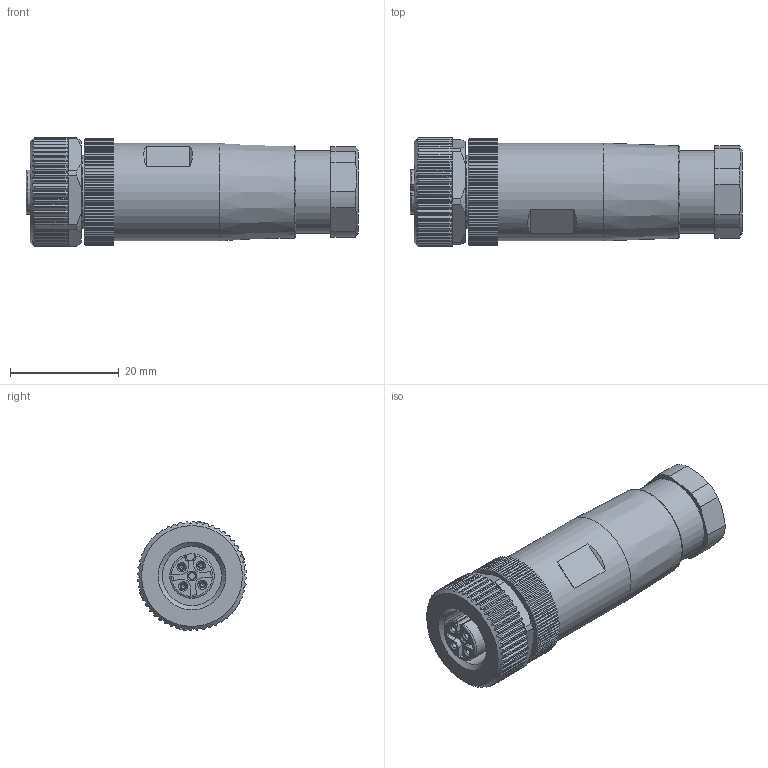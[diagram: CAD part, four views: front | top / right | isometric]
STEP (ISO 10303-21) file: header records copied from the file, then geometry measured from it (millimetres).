
FILE_DESCRIPTION(/* description */ (''),/* implementation_level */ '2;1');
FILE_NAME(/* name */ '99-0430-xxx-04-v16_bg.stp',/* time_stamp */ '2014-05-08T15:18:05+02:00',/* author */ (''),/* organization */ (''),/* preprocessor_version */ 'ST-DEVELOPER v14',/* originating_system */ 'SIEMENS PLM Software NX 8.0',/* authorisation */ '');
FILE_SCHEMA (('AP203_CONFIGURATION_CONTROLLED_3D_DESIGN_OF_MECHANICAL_PARTS_AND_ASSEMBLIES_MIM_LF { 1 0 10303 403 2 1 2}'));
Length unit declared in the file: millimetre
Products named in the file (1): cerl109C14548y0a
Bounding box: 61.2 x 20.19 x 20.19 mm (x, y, z)
Volume: 14718.9 mm3; surface area: 5062.6 mm2
Topology: 1 solids, 1 shells, 660 faces, 1920 edges, 1271 vertices
Faces by surface type: plane 389, cylinder 232, cone 33, torus 4, sphere 2
Full cylindrical faces by diameter (mm): 1.05 x4, 1.1 x4, 8.2 x1, 10.917 x1, 13.5 x1, 15.2 x1, 18 x1
Entity records: 23198 total; most frequent: CARTESIAN_POINT 6398, ORIENTED_EDGE 3718, DIRECTION 3208, EDGE_CURVE 1859, VERTEX_POINT 1248, AXIS2_PLACEMENT_3D 1130, LINE 948, VECTOR 948
